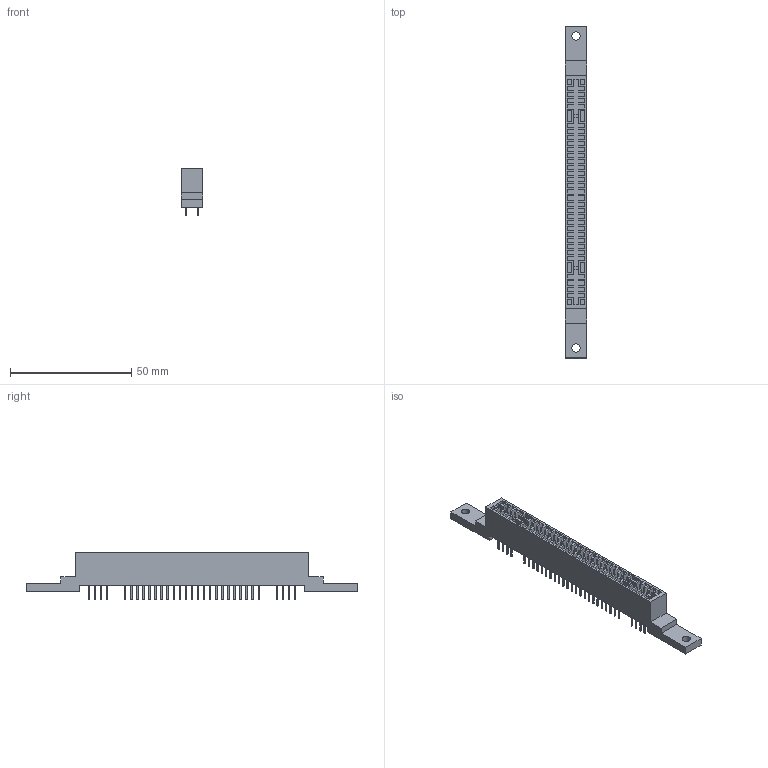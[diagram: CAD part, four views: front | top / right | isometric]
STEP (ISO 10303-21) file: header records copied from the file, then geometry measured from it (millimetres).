
FILE_DESCRIPTION(/* description */ ('STEP AP214'),/* implementation_level */ '2;1');
FILE_NAME(/* name */ 'e74c82dd-7e4d-4847-9190-b7fed0ec4bba',/* time_stamp */ '2023-03-02T02:54:35+00:00',/* author */ (''),/* organization */ (''),/* preprocessor_version */ 'ST-DEVELOPER v18.102',/* originating_system */ ' ',/* authorisation */ ' ');
FILE_SCHEMA (('AUTOMOTIVE_DESIGN {1 0 10303 214 3 1 1}'));
Length unit declared in the file: metre
Products named in the file (1): SNES Slot, Type A
Bounding box: 9 x 136.7 x 19.5 mm (x, y, z)
Volume: 9251.5 mm3; surface area: 11008.5 mm2
Topology: 1 solids, 1 shells, 644 faces, 1710 edges, 1140 vertices
Faces by surface type: plane 580, cylinder 64
Full cylindrical faces by diameter (mm): 3.4 x2
Entity records: 21881 total; most frequent: CARTESIAN_POINT 3493, ORIENTED_EDGE 3416, DIRECTION 3126, EDGE_CURVE 1708, LINE 1580, VECTOR 1580, VERTEX_POINT 1140, AXIS2_PLACEMENT_3D 773
